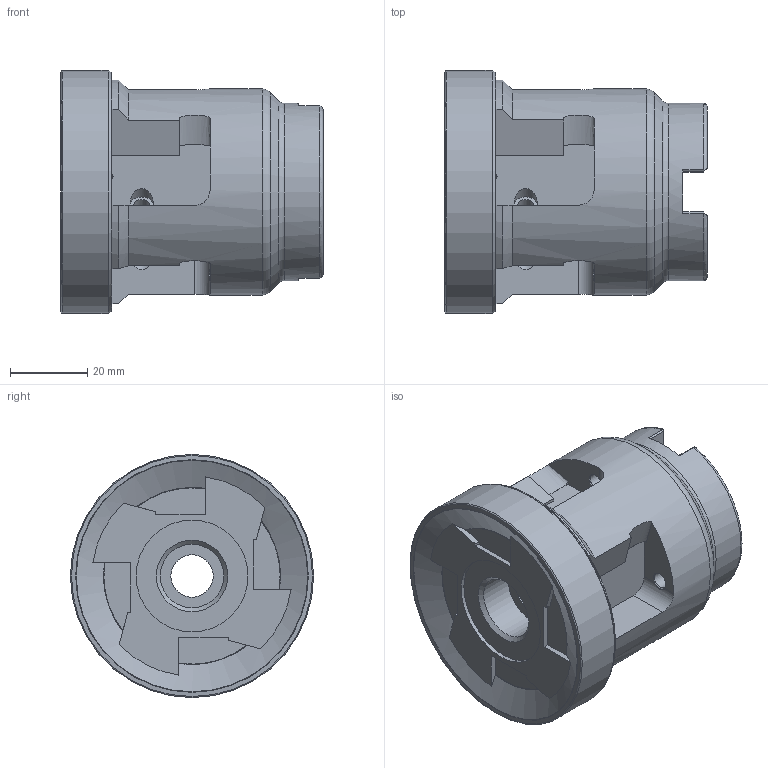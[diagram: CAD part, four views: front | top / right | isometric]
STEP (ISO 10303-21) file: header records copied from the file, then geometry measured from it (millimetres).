
FILE_DESCRIPTION (( 'STEP AP214' ), '1' );
FILE_NAME ('TKA-063-85-4-AL-B.STEP', '2014-11-19T15:17:28', ( '' ), ( '' ), 'SwSTEP 2.0', 'SolidWorks 2014', '' );
FILE_SCHEMA (( 'AUTOMOTIVE_DESIGN' ));
Length unit declared in the file: millimetre
Products named in the file (1): TKA-063-85-4-AL-B
Bounding box: 67.97 x 63 x 63 mm (x, y, z)
Volume: 112587.4 mm3; surface area: 25358.9 mm2
Topology: 1 solids, 1 shells, 175 faces, 470 edges, 295 vertices
Faces by surface type: plane 72, cylinder 46, cone 33, torus 12, bspline 12
Full cylindrical faces by diameter (mm): 3 x4, 4.2 x8, 11 x1, 13 x1, 16.5 x1, 22 x1, 22.05 x1, 22.3 x1, 29 x1, 46 x1, 53.4 x1, 62.997 x1
Entity records: 6043 total; most frequent: CARTESIAN_POINT 2007, ORIENTED_EDGE 788, DIRECTION 702, EDGE_CURVE 394, AXIS2_PLACEMENT_3D 273, VERTEX_POINT 270, EDGE_LOOP 232, FACE_OUTER_BOUND 202
